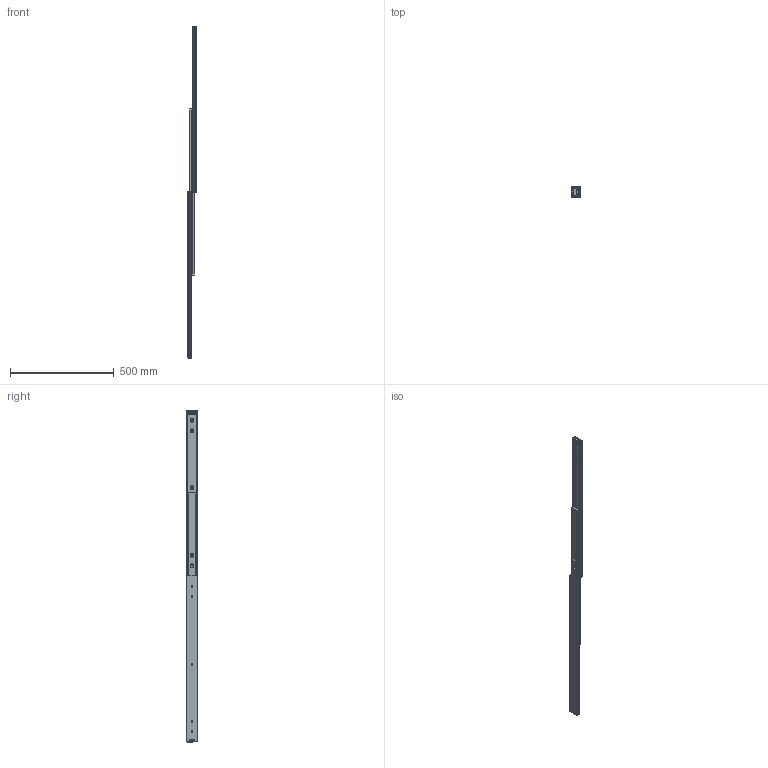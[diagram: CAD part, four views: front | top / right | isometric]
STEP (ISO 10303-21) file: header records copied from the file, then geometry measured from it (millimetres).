
FILE_DESCRIPTION (( 'STEP AP214' ), '1' );
FILE_NAME ('FR_5439.0800mm_32inch_open.STEP', '2022-10-17T10:22:18', ( '' ), ( '' ), 'SwSTEP 2.0', 'SolidWorks 2020', '' );
FILE_SCHEMA (( 'AUTOMOTIVE_DESIGN' ));
Length unit declared in the file: millimetre
Products named in the file (10): FR_5439.0800mm_32inch_open; 5439.XXX-01.T090_NL  800; 5439.XXX-02.T090_NL  800; 5439.XXX-03.T090_NL  800; FR 5439 STOP; 5439.XXX-C2.T090_NL  800; FR 5439 BUMPER; 5439.XXX-D2.T090_NL  800
Assembly tree (11 placements, depth 3):
  FR_5439.0800mm_32inch_open
    5439.XXX-01.T090_NL  800
      5439.XXX-01.T090_NL  800
      FR 5439 BUMPER
      FR 5439 STOP
    5439.XXX-02.T090_NL  800
      5439.XXX-C2.T090_NL  800
      5439.XXX-D2.T090_NL  800
    5439.XXX-03.T090_NL  800
      5439.XXX-03.T090_NL  800
      FR 5439 BUMPER
      FR 5439 STOP
Bounding box: 39 x 51.38 x 1600 mm (x, y, z)
Volume: 1167577.7 mm3; surface area: 422258.6 mm2
Topology: 8 solids, 8 shells, 260 faces, 708 edges, 464 vertices
Faces by surface type: cylinder 158, plane 70, cone 24, bspline 8
Entity records: 7470 total; most frequent: DIRECTION 1340, CARTESIAN_POINT 1261, ORIENTED_EDGE 1176, EDGE_CURVE 588, AXIS2_PLACEMENT_3D 527, VERTEX_POINT 384, CIRCLE 298, LINE 286
